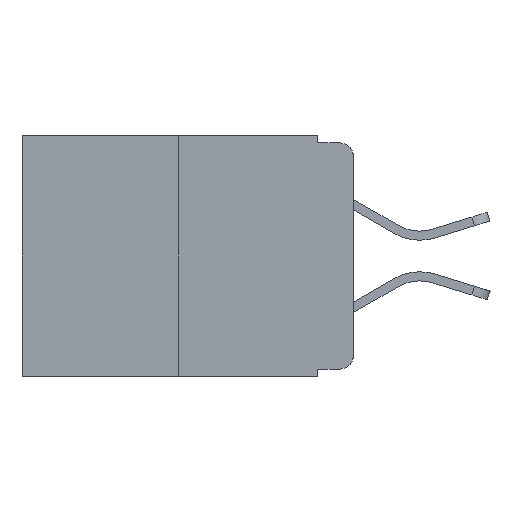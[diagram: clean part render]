
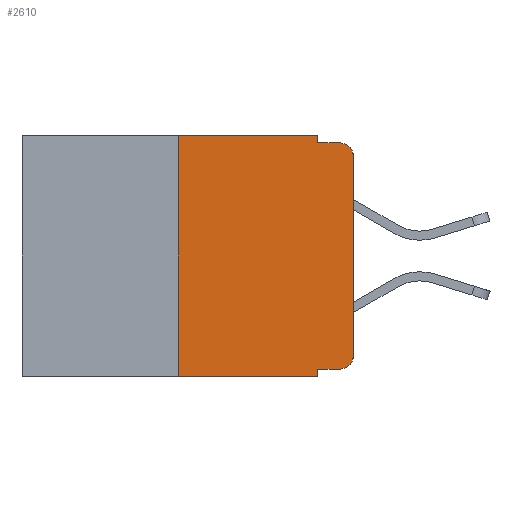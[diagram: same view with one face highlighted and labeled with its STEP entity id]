
A CAD part, left-side view. The second image highlights one B-rep face of the part: STEP entity #2610.
In plain terms, the highlighted planar face has unit normal (-1, 0, 0).
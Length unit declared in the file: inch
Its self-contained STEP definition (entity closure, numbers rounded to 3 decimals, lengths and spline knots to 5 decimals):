
#789 = EDGE_CURVE ( 'NONE', #15580, #7302, #12232, .T. ) ;
#802 = VERTEX_POINT ( 'NONE', #15555 ) ;
#930 = VERTEX_POINT ( 'NONE', #4712 ) ;
#954 = DIRECTION ( 'NONE',  ( 0., 0., 1. ) ) ;
#1046 = VERTEX_POINT ( 'NONE', #4363 ) ;
#1243 = FACE_OUTER_BOUND ( 'NONE', #6121, .T. ) ;
#1355 = LINE ( 'NONE', #12313, #13128 ) ;
#1594 = CARTESIAN_POINT ( 'NONE',  ( 0., 0.25, 0. ) ) ;
#1690 = VERTEX_POINT ( 'NONE', #2744 ) ;
#1701 = CARTESIAN_POINT ( 'NONE',  ( 0., 0.25, -0.343 ) ) ;
#1816 = EDGE_CURVE ( 'NONE', #7302, #3113, #5307, .T. ) ;
#1863 = VERTEX_POINT ( 'NONE', #1701 ) ;
#1961 = ORIENTED_EDGE ( 'NONE', *, *, #5562, .T. ) ;
#2447 = ORIENTED_EDGE ( 'NONE', *, *, #4414, .T. ) ;
#2610 = ADVANCED_FACE ( 'NONE', ( #1243 ), #4838, .F. ) ;
#2686 = VECTOR ( 'NONE', #2740, 39.37008 ) ;
#2704 = LINE ( 'NONE', #10437, #2686 ) ;
#2740 = DIRECTION ( 'NONE',  ( 0., 0., -1. ) ) ;
#2744 = CARTESIAN_POINT ( 'NONE',  ( 0., 0., -0.03 ) ) ;
#3113 = VERTEX_POINT ( 'NONE', #14849 ) ;
#3273 = ORIENTED_EDGE ( 'NONE', *, *, #8336, .F. ) ;
#4034 = ORIENTED_EDGE ( 'NONE', *, *, #15997, .F. ) ;
#4282 = EDGE_CURVE ( 'NONE', #1690, #14133, #6677, .T. ) ;
#4363 = CARTESIAN_POINT ( 'NONE',  ( 0., 0.051, -0.01 ) ) ;
#4414 = EDGE_CURVE ( 'NONE', #1863, #802, #11318, .T. ) ;
#4617 = CARTESIAN_POINT ( 'NONE',  ( 0., 0.02, -0.03 ) ) ;
#4665 = DIRECTION ( 'NONE',  ( -1., 0., 0. ) ) ;
#4712 = CARTESIAN_POINT ( 'NONE',  ( 0., 0.051, 0. ) ) ;
#4838 = PLANE ( 'NONE',  #11395 ) ;
#5217 = LINE ( 'NONE', #6123, #9476 ) ;
#5307 = CIRCLE ( 'NONE', #16492, 0.02 ) ;
#5371 = AXIS2_PLACEMENT_3D ( 'NONE', #4617, #4665, #15028 ) ;
#5463 = EDGE_CURVE ( 'NONE', #1046, #14133, #1355, .T. ) ;
#5512 = LINE ( 'NONE', #15280, #14994 ) ;
#5562 = EDGE_CURVE ( 'NONE', #3113, #1690, #5217, .T. ) ;
#6121 = EDGE_LOOP ( 'NONE', ( #1961, #10552, #13581, #3273, #10889, #4034, #2447, #10460, #14690, #7766 ) ) ;
#6123 = CARTESIAN_POINT ( 'NONE',  ( 0., 0., 0. ) ) ;
#6677 = CIRCLE ( 'NONE', #5371, 0.02 ) ;
#7302 = VERTEX_POINT ( 'NONE', #15371 ) ;
#7313 = DIRECTION ( 'NONE',  ( 0., 0., -1. ) ) ;
#7365 = DIRECTION ( 'NONE',  ( 0., 0., 1. ) ) ;
#7473 = DIRECTION ( 'NONE',  ( 0., -1., 0. ) ) ;
#7530 = VECTOR ( 'NONE', #954, 39.37008 ) ;
#7766 = ORIENTED_EDGE ( 'NONE', *, *, #1816, .T. ) ;
#7966 = CARTESIAN_POINT ( 'NONE',  ( 0., 0.02, -0.313 ) ) ;
#8065 = DIRECTION ( 'NONE',  ( 0., -1., 0. ) ) ;
#8130 = DIRECTION ( 'NONE',  ( -1., 0., 0. ) ) ;
#8336 = EDGE_CURVE ( 'NONE', #930, #1046, #2704, .T. ) ;
#8770 = VECTOR ( 'NONE', #13184, 39.37008 ) ;
#8899 = CARTESIAN_POINT ( 'NONE',  ( 0., 0.051, -0.333 ) ) ;
#9062 = VERTEX_POINT ( 'NONE', #1594 ) ;
#9476 = VECTOR ( 'NONE', #7365, 39.37008 ) ;
#9523 = VECTOR ( 'NONE', #7473, 39.37008 ) ;
#9604 = LINE ( 'NONE', #11510, #13368 ) ;
#9857 = DIRECTION ( 'NONE',  ( 1., 0., 0. ) ) ;
#10007 = CARTESIAN_POINT ( 'NONE',  ( 0., 0.25, 0. ) ) ;
#10437 = CARTESIAN_POINT ( 'NONE',  ( 0., 0.051, 0. ) ) ;
#10460 = ORIENTED_EDGE ( 'NONE', *, *, #15131, .F. ) ;
#10552 = ORIENTED_EDGE ( 'NONE', *, *, #4282, .T. ) ;
#10553 = LINE ( 'NONE', #10007, #7530 ) ;
#10889 = ORIENTED_EDGE ( 'NONE', *, *, #14756, .F. ) ;
#11149 = CARTESIAN_POINT ( 'NONE',  ( 0., 0.473, 0. ) ) ;
#11315 = DIRECTION ( 'NONE',  ( 0., 0., -1. ) ) ;
#11318 = LINE ( 'NONE', #16469, #9523 ) ;
#11395 = AXIS2_PLACEMENT_3D ( 'NONE', #11149, #9857, #7313 ) ;
#11510 = CARTESIAN_POINT ( 'NONE',  ( 0., 0.473, 0. ) ) ;
#12044 = DIRECTION ( 'NONE',  ( 0., 0., -1. ) ) ;
#12232 = LINE ( 'NONE', #12379, #8770 ) ;
#12313 = CARTESIAN_POINT ( 'NONE',  ( 0., 0.051, -0.01 ) ) ;
#12379 = CARTESIAN_POINT ( 'NONE',  ( 0., 0.051, -0.333 ) ) ;
#13128 = VECTOR ( 'NONE', #13647, 39.37008 ) ;
#13180 = CARTESIAN_POINT ( 'NONE',  ( 0., 0.02, -0.01 ) ) ;
#13184 = DIRECTION ( 'NONE',  ( 0., -1., 0. ) ) ;
#13368 = VECTOR ( 'NONE', #8065, 39.37008 ) ;
#13581 = ORIENTED_EDGE ( 'NONE', *, *, #5463, .F. ) ;
#13647 = DIRECTION ( 'NONE',  ( 0., -1., 0. ) ) ;
#14133 = VERTEX_POINT ( 'NONE', #13180 ) ;
#14690 = ORIENTED_EDGE ( 'NONE', *, *, #789, .T. ) ;
#14756 = EDGE_CURVE ( 'NONE', #9062, #930, #9604, .T. ) ;
#14849 = CARTESIAN_POINT ( 'NONE',  ( 0., 0., -0.313 ) ) ;
#14994 = VECTOR ( 'NONE', #11315, 39.37008 ) ;
#15028 = DIRECTION ( 'NONE',  ( 0., 0., -1. ) ) ;
#15131 = EDGE_CURVE ( 'NONE', #15580, #802, #5512, .T. ) ;
#15280 = CARTESIAN_POINT ( 'NONE',  ( 0., 0.051, 0. ) ) ;
#15371 = CARTESIAN_POINT ( 'NONE',  ( 0., 0.02, -0.333 ) ) ;
#15555 = CARTESIAN_POINT ( 'NONE',  ( 0., 0.051, -0.343 ) ) ;
#15580 = VERTEX_POINT ( 'NONE', #8899 ) ;
#15997 = EDGE_CURVE ( 'NONE', #1863, #9062, #10553, .T. ) ;
#16469 = CARTESIAN_POINT ( 'NONE',  ( 0., 0.473, -0.343 ) ) ;
#16492 = AXIS2_PLACEMENT_3D ( 'NONE', #7966, #8130, #12044 ) ;
